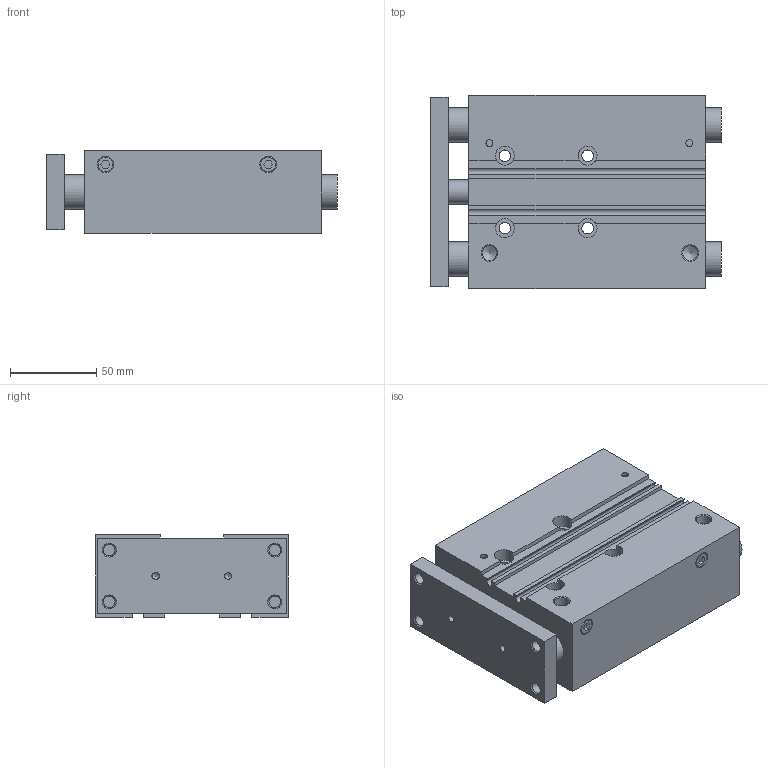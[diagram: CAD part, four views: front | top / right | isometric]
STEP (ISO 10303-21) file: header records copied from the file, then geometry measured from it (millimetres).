
FILE_DESCRIPTION(/* description */ ('STEP AP214'),/* implementation_level */ '2;1');
FILE_NAME(/* name */ 'MGPM32-75AZ(0_0_0)',/* time_stamp */ '2023-06-16T04:21:16+02:00',/* author */ ('License CC BY-ND 4.0'),/* organization */ ('CADENAS'),/* preprocessor_version */ 'ST-DEVELOPER v19.3',/* originating_system */ 'PARTsolutions',/* authorisation */ ' ');
FILE_SCHEMA (('AUTOMOTIVE_DESIGN {1 0 10303 214 3 1 1}'));
Length unit declared in the file: millimetre
Products named in the file (4): MGPM32-75AZ(0_0_0); MGP-Z_PLUG_32; MGPM32-75AZ(0)_ROD; MGPM32-75AZ(0)_BODY
Assembly tree (4 placements, depth 2):
  MGPM32-75AZ(0_0_0)
    MGP-Z_PLUG_32  x2
    MGPM32-75AZ(0)_ROD
    MGPM32-75AZ(0)_BODY
Bounding box: 168.5 x 112 x 48 mm (x, y, z)
Volume: 675875 mm3; surface area: 140594.7 mm2
Topology: 4 solids, 4 shells, 188 faces, 474 edges, 304 vertices
Faces by surface type: plane 102, cylinder 48, cone 38
Full cylindrical faces by diameter (mm): 4 x8, 6.647 x8, 6.7 x4, 8.566 x4, 9.728 x2, 11 x4, 14 x2, 20 x4, 32 x2
Entity records: 4865 total; most frequent: DIRECTION 832, CARTESIAN_POINT 801, ORIENTED_EDGE 694, EDGE_CURVE 347, AXIS2_PLACEMENT_3D 304, FACE_BOUND 292, EDGE_LOOP 278, VERTEX_POINT 273
